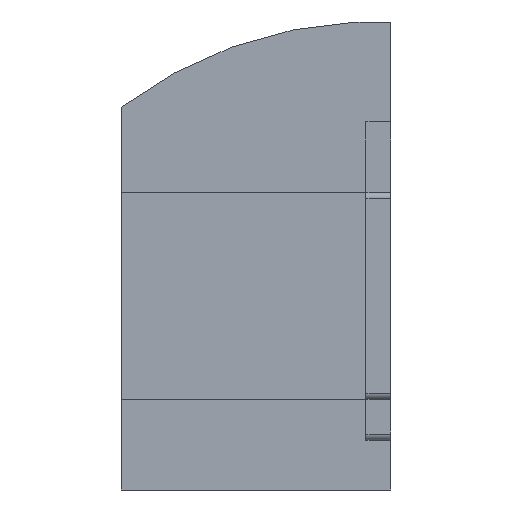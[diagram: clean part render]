
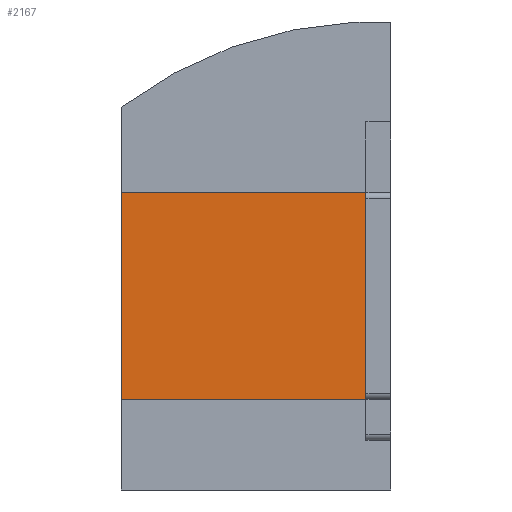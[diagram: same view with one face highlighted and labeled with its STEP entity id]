
A CAD part, left-side view. The second image highlights one B-rep face of the part: STEP entity #2167.
In plain terms, the highlighted planar face has unit normal (-1, 0, 0).
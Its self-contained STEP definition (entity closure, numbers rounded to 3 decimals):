
#1284=DIRECTION('',(0.,0.,1.));
#1285=VECTOR('',#1284,41.463);
#1286=CARTESIAN_POINT('',(-17.801,-36.,-41.463));
#1287=LINE('',#1286,#1285);
#1405=DIRECTION('',(0.,0.,1.));
#1406=VECTOR('',#1405,41.463);
#1407=CARTESIAN_POINT('',(-17.801,13.,-41.463));
#1408=LINE('',#1407,#1406);
#1482=DIRECTION('',(0.,1.,0.));
#1483=VECTOR('',#1482,49.);
#1484=CARTESIAN_POINT('',(-17.801,-36.,0.));
#1485=LINE('',#1484,#1483);
#1486=DIRECTION('',(0.,1.,0.));
#1487=VECTOR('',#1486,49.);
#1488=CARTESIAN_POINT('',(-17.801,-36.,-41.463));
#1489=LINE('',#1488,#1487);
#1644=CARTESIAN_POINT('',(-17.801,13.,-41.463));
#1646=VERTEX_POINT('',#1644);
#1647=CARTESIAN_POINT('',(-17.801,13.,0.));
#1648=VERTEX_POINT('',#1647);
#1663=CARTESIAN_POINT('',(-17.801,-36.,-41.463));
#1664=VERTEX_POINT('',#1663);
#1665=CARTESIAN_POINT('',(-17.801,-36.,0.));
#1666=VERTEX_POINT('',#1665);
#2155=CARTESIAN_POINT('',(-17.801,-36.,-41.463));
#2156=DIRECTION('',(-1.,0.,0.));
#2157=DIRECTION('',(0.,0.,1.));
#2158=AXIS2_PLACEMENT_3D('',#2155,#2156,#2157);
#2159=PLANE('',#2158);
#2160=ORIENTED_EDGE('',*,*,#1900,.F.);
#2162=ORIENTED_EDGE('',*,*,#2161,.T.);
#2163=ORIENTED_EDGE('',*,*,#2046,.T.);
#2164=ORIENTED_EDGE('',*,*,#2148,.F.);
#2165=EDGE_LOOP('',(#2160,#2162,#2163,#2164));
#2166=FACE_OUTER_BOUND('',#2165,.F.);
#2167=ADVANCED_FACE('',(#2166),#2159,.T.);
#1900=EDGE_CURVE('',#1664,#1666,#1287,.T.);
#2046=EDGE_CURVE('',#1646,#1648,#1408,.T.);
#2148=EDGE_CURVE('',#1666,#1648,#1485,.T.);
#2161=EDGE_CURVE('',#1664,#1646,#1489,.T.);
